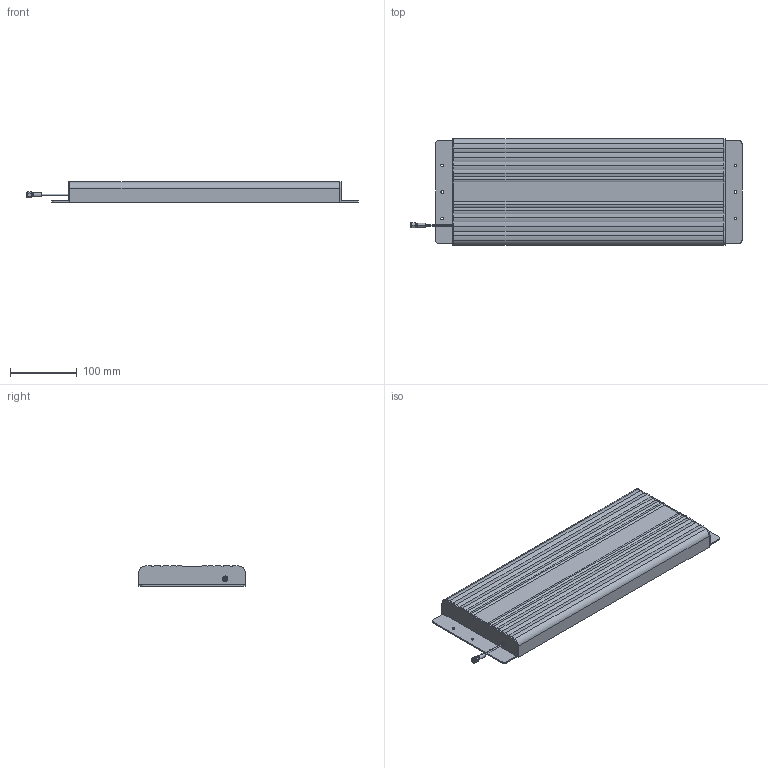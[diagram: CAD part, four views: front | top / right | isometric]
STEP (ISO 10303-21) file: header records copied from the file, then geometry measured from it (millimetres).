
FILE_DESCRIPTION (( 'STEP AP214' ), '1' );
FILE_NAME ('FMANFP1061_3D.step', '2023-02-01T18:10:35', ( '' ), ( '' ), 'SwSTEP 2.0', 'SolidWorks 2022', '' );
FILE_SCHEMA (( 'AUTOMOTIVE_DESIGN' ));
Length unit declared in the file: inch
Products named in the file (3): PE4768; FMANFP1061_Base Model; FMANFP1061_3D
Assembly tree (2 placements, depth 2):
  FMANFP1061_3D
    FMANFP1061_Base Model
    PE4768
Bounding box: 498.3 x 160 x 30.95 mm (x, y, z)
Volume: 441237.6 mm3; surface area: 466020.7 mm2
Topology: 41 solids, 41 shells, 3501 faces, 7619 edges, 4205 vertices
Faces by surface type: bspline 1947, cylinder 920, plane 459, cone 73, sphere 56, torus 46
Entity records: 125020 total; most frequent: CARTESIAN_POINT 69602, ORIENTED_EDGE 15142, EDGE_CURVE 7571, DIRECTION 6726, VERTEX_POINT 4205, EDGE_LOOP 3634, FACE_OUTER_BOUND 3501, ADVANCED_FACE 3501
